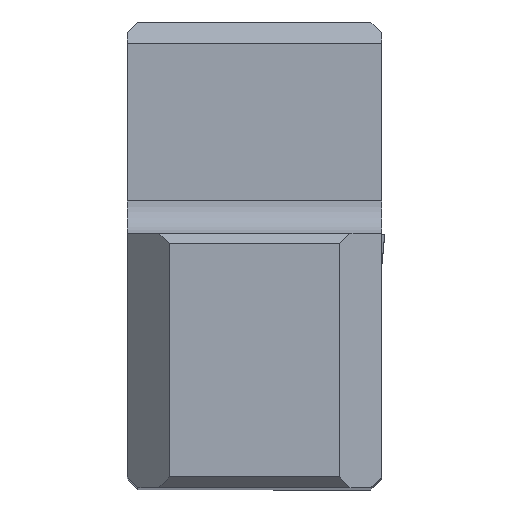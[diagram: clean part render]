
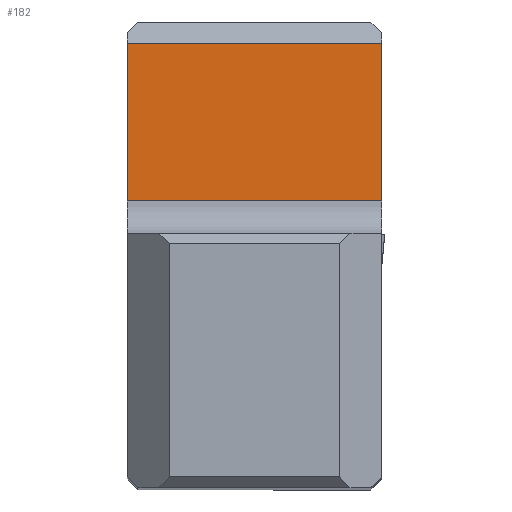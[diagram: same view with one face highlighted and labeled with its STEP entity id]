
A CAD part, top view. The second image highlights one B-rep face of the part: STEP entity #182.
In plain terms, the highlighted planar face has unit normal (0, 0, 1).
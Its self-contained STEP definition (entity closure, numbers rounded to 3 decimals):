
#182=ADVANCED_FACE('',(#286),#241,.T.);
#241=PLANE('',#1350);
#286=FACE_OUTER_BOUND('',#347,.T.);
#347=EDGE_LOOP('',(#480,#481,#482,#483));
#480=ORIENTED_EDGE('',*,*,#915,.F.);
#481=ORIENTED_EDGE('',*,*,#858,.T.);
#482=ORIENTED_EDGE('',*,*,#916,.F.);
#483=ORIENTED_EDGE('',*,*,#880,.T.);
#744=VERTEX_POINT('',#1707);
#745=VERTEX_POINT('',#1708);
#766=VERTEX_POINT('',#1769);
#767=VERTEX_POINT('',#1771);
#858=EDGE_CURVE('',#744,#745,#1029,.T.);
#880=EDGE_CURVE('',#767,#766,#1043,.T.);
#915=EDGE_CURVE('',#744,#766,#1068,.T.);
#916=EDGE_CURVE('',#767,#745,#1069,.T.);
#1029=LINE('',#1706,#1151);
#1043=LINE('',#1770,#1165);
#1068=LINE('',#1891,#1190);
#1069=LINE('',#1892,#1191);
#1151=VECTOR('',#1421,1.);
#1165=VECTOR('',#1441,1.);
#1190=VECTOR('',#1496,1.);
#1191=VECTOR('',#1497,1.);
#1350=AXIS2_PLACEMENT_3D('',#1893,#1498,#1499);
#1421=DIRECTION('',(0.,1.,0.));
#1441=DIRECTION('',(0.,-1.,0.));
#1496=DIRECTION('',(-1.,0.,0.));
#1497=DIRECTION('',(1.,0.,0.));
#1498=DIRECTION('',(0.,0.,1.));
#1499=DIRECTION('',(1.,0.,0.));
#1706=CARTESIAN_POINT('',(11.975,22.,-42.));
#1707=CARTESIAN_POINT('',(11.975,13.575,-42.));
#1708=CARTESIAN_POINT('',(11.975,21.,-42.));
#1769=CARTESIAN_POINT('',(0.,13.575,-42.));
#1770=CARTESIAN_POINT('',(0.,22.,-42.));
#1771=CARTESIAN_POINT('',(0.,21.,-42.));
#1891=CARTESIAN_POINT('',(35.988,13.575,-42.));
#1892=CARTESIAN_POINT('',(35.988,21.,-42.));
#1893=CARTESIAN_POINT('',(35.988,22.,-42.));
